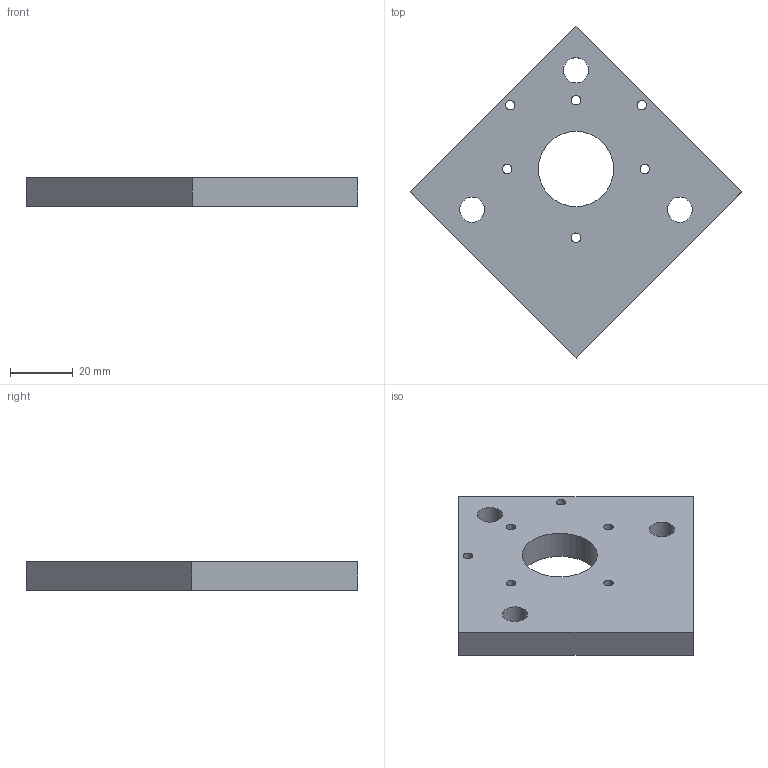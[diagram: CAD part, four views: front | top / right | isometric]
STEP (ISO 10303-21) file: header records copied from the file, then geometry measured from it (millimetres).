
FILE_DESCRIPTION(/* description */ ('Unknown'),/* implementation_level */ '2;1');
FILE_NAME(/* name */ 'Zplate',/* time_stamp */ '2022-06-05T10:18:40+02:00',/* author */ ('Unknown'),/* organization */ ('Unknown'),/* preprocessor_version */ 'ST-DEVELOPER v18.1',/* originating_system */ 'Solid Edge',/* authorisation */ 'Unknown');
FILE_SCHEMA (('CONFIG_CONTROL_DESIGN'));
Length unit declared in the file: millimetre
Products named in the file (1): Zplate
Bounding box: 105.9 x 105.9 x 9 mm (x, y, z)
Volume: 44658.8 mm3; surface area: 14486.1 mm2
Topology: 1 solids, 1 shells, 16 faces, 42 edges, 28 vertices
Faces by surface type: cylinder 10, plane 6
Full cylindrical faces by diameter (mm): 3 x6, 8 x3, 24 x1
Entity records: 526 total; most frequent: DIRECTION 86, CARTESIAN_POINT 77, ORIENTED_EDGE 64, EDGE_LOOP 46, FACE_BOUND 46, AXIS2_PLACEMENT_3D 37, EDGE_CURVE 32, VERTEX_POINT 28
